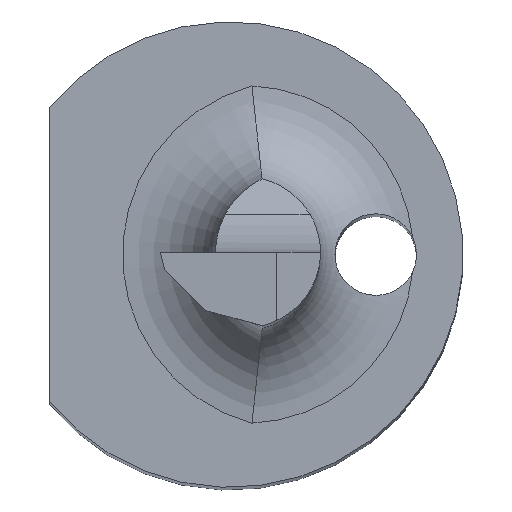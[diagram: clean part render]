
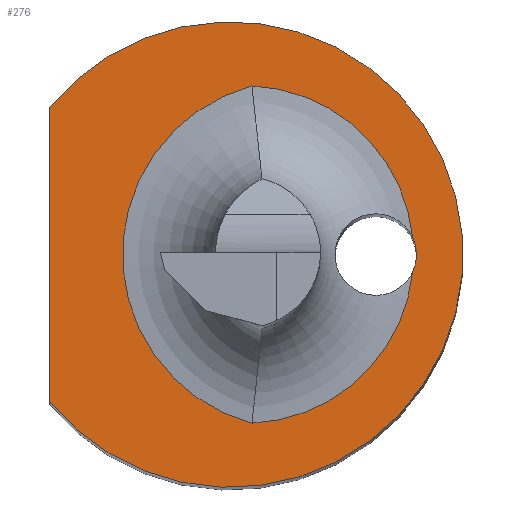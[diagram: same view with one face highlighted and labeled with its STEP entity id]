
A CAD part, top view. The second image highlights one B-rep face of the part: STEP entity #276.
In plain terms, the highlighted planar face has unit normal (0, 0, 1).
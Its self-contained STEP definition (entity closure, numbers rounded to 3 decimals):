
#4 = VERTEX_POINT ( 'NONE', #778 ) ;
#8 = CARTESIAN_POINT ( 'NONE',  ( 1.568, 0.147, 14.3 ) ) ;
#13 = DIRECTION ( 'NONE',  ( -1., 0., 0. ) ) ;
#15 = EDGE_CURVE ( 'NONE', #775, #4, #652, .T. ) ;
#17 = EDGE_LOOP ( 'NONE', ( #49, #229 ) ) ;
#26 = ORIENTED_EDGE ( 'NONE', *, *, #15, .F. ) ;
#33 = AXIS2_PLACEMENT_3D ( 'NONE', #533, #742, #67 ) ;
#49 = ORIENTED_EDGE ( 'NONE', *, *, #180, .F. ) ;
#67 = DIRECTION ( 'NONE',  ( -1., 0., 0. ) ) ;
#83 = VERTEX_POINT ( 'NONE', #87 ) ;
#87 = CARTESIAN_POINT ( 'NONE',  ( -1.55, -1.264, 14.3 ) ) ;
#99 = CARTESIAN_POINT ( 'NONE',  ( 0., 0., 14.3 ) ) ;
#103 = VERTEX_POINT ( 'NONE', #8 ) ;
#171 = AXIS2_PLACEMENT_3D ( 'NONE', #185, #440, #332 ) ;
#180 = EDGE_CURVE ( 'NONE', #329, #83, #827, .T. ) ;
#185 = CARTESIAN_POINT ( 'NONE',  ( 0.125, 0., 14.3 ) ) ;
#197 = AXIS2_PLACEMENT_3D ( 'NONE', #485, #762, #711 ) ;
#205 = PLANE ( 'NONE',  #33 ) ;
#211 = FACE_BOUND ( 'NONE', #495, .T. ) ;
#221 = DIRECTION ( 'NONE',  ( 0., -1., 0. ) ) ;
#229 = ORIENTED_EDGE ( 'NONE', *, *, #527, .T. ) ;
#237 = CIRCLE ( 'NONE', #417, 1.45 ) ;
#262 = CARTESIAN_POINT ( 'NONE',  ( 0.186, 1.449, 14.3 ) ) ;
#275 = CARTESIAN_POINT ( 'NONE',  ( 0.125, 0., 14.3 ) ) ;
#276 = ADVANCED_FACE ( 'NONE', ( #211, #537 ), #205, .T. ) ;
#303 = EDGE_CURVE ( 'NONE', #4, #571, #548, .T. ) ;
#329 = VERTEX_POINT ( 'NONE', #465 ) ;
#332 = DIRECTION ( 'NONE',  ( -1., 0., 0. ) ) ;
#368 = DIRECTION ( 'NONE',  ( 0., 0., -1. ) ) ;
#377 = ORIENTED_EDGE ( 'NONE', *, *, #500, .T. ) ;
#387 = CARTESIAN_POINT ( 'NONE',  ( 1.568, -0.147, 14.3 ) ) ;
#417 = AXIS2_PLACEMENT_3D ( 'NONE', #275, #678, #536 ) ;
#440 = DIRECTION ( 'NONE',  ( 0., 0., 1. ) ) ;
#465 = CARTESIAN_POINT ( 'NONE',  ( -1.55, 1.264, 14.3 ) ) ;
#476 = CARTESIAN_POINT ( 'NONE',  ( 1.25, 0., 14.3 ) ) ;
#485 = CARTESIAN_POINT ( 'NONE',  ( 0.575, 0., 14.3 ) ) ;
#495 = EDGE_LOOP ( 'NONE', ( #377, #774, #26, #757 ) ) ;
#500 = EDGE_CURVE ( 'NONE', #103, #571, #811, .T. ) ;
#527 = EDGE_CURVE ( 'NONE', #329, #83, #694, .T. ) ;
#533 = CARTESIAN_POINT ( 'NONE',  ( 0., 0., 14.3 ) ) ;
#536 = DIRECTION ( 'NONE',  ( -1., 0., 0. ) ) ;
#537 = FACE_OUTER_BOUND ( 'NONE', #17, .T. ) ;
#548 = CIRCLE ( 'NONE', #171, 1.45 ) ;
#567 = DIRECTION ( 'NONE',  ( -1., 0., 0. ) ) ;
#571 = VERTEX_POINT ( 'NONE', #387 ) ;
#612 = VECTOR ( 'NONE', #221, 1000. ) ;
#652 = CIRCLE ( 'NONE', #197, 1.5 ) ;
#678 = DIRECTION ( 'NONE',  ( 0., 0., 1. ) ) ;
#690 = CARTESIAN_POINT ( 'NONE',  ( -1.55, 0., 14.3 ) ) ;
#694 = LINE ( 'NONE', #690, #612 ) ;
#700 = EDGE_CURVE ( 'NONE', #103, #775, #237, .T. ) ;
#711 = DIRECTION ( 'NONE',  ( -1., 0., 0. ) ) ;
#742 = DIRECTION ( 'NONE',  ( 0., 0., 1. ) ) ;
#757 = ORIENTED_EDGE ( 'NONE', *, *, #700, .F. ) ;
#762 = DIRECTION ( 'NONE',  ( 0., 0., 1. ) ) ;
#774 = ORIENTED_EDGE ( 'NONE', *, *, #303, .F. ) ;
#775 = VERTEX_POINT ( 'NONE', #262 ) ;
#778 = CARTESIAN_POINT ( 'NONE',  ( 0.186, -1.449, 14.3 ) ) ;
#784 = AXIS2_PLACEMENT_3D ( 'NONE', #99, #847, #13 ) ;
#811 = CIRCLE ( 'NONE', #878, 0.35 ) ;
#827 = CIRCLE ( 'NONE', #784, 2. ) ;
#847 = DIRECTION ( 'NONE',  ( 0., 0., -1. ) ) ;
#878 = AXIS2_PLACEMENT_3D ( 'NONE', #476, #368, #567 ) ;
